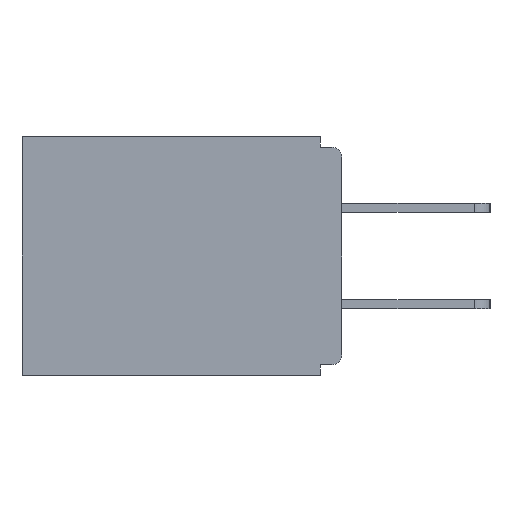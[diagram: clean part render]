
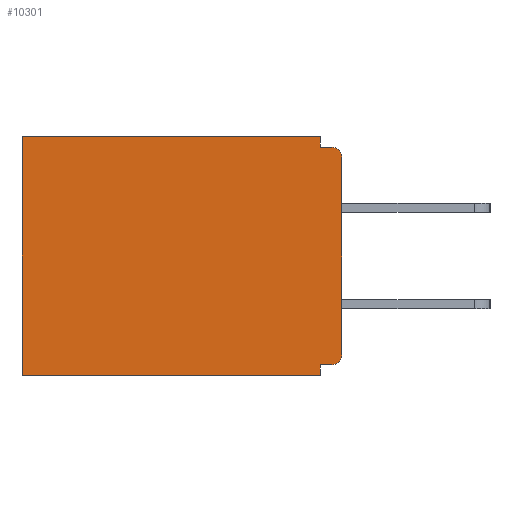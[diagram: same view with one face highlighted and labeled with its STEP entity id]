
A CAD part, left-side view. The second image highlights one B-rep face of the part: STEP entity #10301.
In plain terms, the highlighted planar face has unit normal (-1, 0, 0).
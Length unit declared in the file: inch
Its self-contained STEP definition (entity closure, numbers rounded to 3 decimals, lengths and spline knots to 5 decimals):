
#417 = DIRECTION ( 'NONE',  ( 1., 0., 0. ) ) ;
#672 = CARTESIAN_POINT ( 'NONE',  ( 0.298, 0.031, 0. ) ) ;
#955 = CIRCLE ( 'NONE', #23774, 0.015 ) ;
#1069 = VECTOR ( 'NONE', #3376, 39.37008 ) ;
#1328 = EDGE_LOOP ( 'NONE', ( #9699, #2180, #9588, #8548, #11525, #20269, #16756, #9511, #11001, #8903 ) ) ;
#1843 = CIRCLE ( 'NONE', #21132, 0.015 ) ;
#1919 = CARTESIAN_POINT ( 'NONE',  ( 0.298, 0., 0. ) ) ;
#2180 = ORIENTED_EDGE ( 'NONE', *, *, #16256, .F. ) ;
#2384 = CARTESIAN_POINT ( 'NONE',  ( 0.298, 0.031, -0.328 ) ) ;
#2475 = VECTOR ( 'NONE', #11053, 39.37008 ) ;
#2808 = DIRECTION ( 'NONE',  ( 0., 1., 0. ) ) ;
#2990 = EDGE_CURVE ( 'NONE', #11306, #8146, #5106, .T. ) ;
#2993 = DIRECTION ( 'NONE',  ( 0., 0., -1. ) ) ;
#3376 = DIRECTION ( 'NONE',  ( 0., 0., -1. ) ) ;
#3589 = CARTESIAN_POINT ( 'NONE',  ( 0.298, 0.031, -0.343 ) ) ;
#3963 = CARTESIAN_POINT ( 'NONE',  ( 0.298, 0., 0. ) ) ;
#4146 = VERTEX_POINT ( 'NONE', #11948 ) ;
#5106 = LINE ( 'NONE', #8859, #1069 ) ;
#5779 = EDGE_CURVE ( 'NONE', #9079, #4146, #13690, .T. ) ;
#6541 = CARTESIAN_POINT ( 'NONE',  ( 0.298, 0.031, -0.343 ) ) ;
#6781 = VERTEX_POINT ( 'NONE', #11565 ) ;
#6790 = EDGE_CURVE ( 'NONE', #6781, #6800, #22279, .T. ) ;
#6800 = VERTEX_POINT ( 'NONE', #2384 ) ;
#7730 = CARTESIAN_POINT ( 'NONE',  ( 0.298, 0.031, -0.343 ) ) ;
#8146 = VERTEX_POINT ( 'NONE', #20344 ) ;
#8548 = ORIENTED_EDGE ( 'NONE', *, *, #9561, .T. ) ;
#8601 = DIRECTION ( 'NONE',  ( 0., 0., -1. ) ) ;
#8614 = CARTESIAN_POINT ( 'NONE',  ( 0.298, 0.46, 0. ) ) ;
#8832 = DIRECTION ( 'NONE',  ( -1., 0., 0. ) ) ;
#8859 = CARTESIAN_POINT ( 'NONE',  ( 0.298, 0., 0. ) ) ;
#8903 = ORIENTED_EDGE ( 'NONE', *, *, #2990, .F. ) ;
#9040 = VERTEX_POINT ( 'NONE', #13051 ) ;
#9079 = VERTEX_POINT ( 'NONE', #3589 ) ;
#9345 = VECTOR ( 'NONE', #2808, 39.37008 ) ;
#9511 = ORIENTED_EDGE ( 'NONE', *, *, #6790, .F. ) ;
#9561 = EDGE_CURVE ( 'NONE', #19292, #9040, #23889, .T. ) ;
#9588 = ORIENTED_EDGE ( 'NONE', *, *, #15683, .F. ) ;
#9699 = ORIENTED_EDGE ( 'NONE', *, *, #11405, .T. ) ;
#9914 = CARTESIAN_POINT ( 'NONE',  ( 0.298, 0., -0.015 ) ) ;
#10157 = CARTESIAN_POINT ( 'NONE',  ( 0.298, 0., -0.343 ) ) ;
#10240 = LINE ( 'NONE', #7730, #14021 ) ;
#10301 = ADVANCED_FACE ( 'NONE', ( #20048 ), #18770, .F. ) ;
#10356 = CARTESIAN_POINT ( 'NONE',  ( 0.298, 0.031, -0.015 ) ) ;
#10708 = DIRECTION ( 'NONE',  ( 0., 0., -1. ) ) ;
#11001 = ORIENTED_EDGE ( 'NONE', *, *, #17175, .T. ) ;
#11053 = DIRECTION ( 'NONE',  ( 0., 1., 0. ) ) ;
#11253 = VECTOR ( 'NONE', #12008, 39.37008 ) ;
#11306 = VERTEX_POINT ( 'NONE', #17316 ) ;
#11399 = VECTOR ( 'NONE', #23001, 39.37008 ) ;
#11405 = EDGE_CURVE ( 'NONE', #11306, #15201, #1843, .T. ) ;
#11525 = ORIENTED_EDGE ( 'NONE', *, *, #20199, .T. ) ;
#11565 = CARTESIAN_POINT ( 'NONE',  ( 0.298, 0.015, -0.328 ) ) ;
#11701 = AXIS2_PLACEMENT_3D ( 'NONE', #3963, #417, #17106 ) ;
#11948 = CARTESIAN_POINT ( 'NONE',  ( 0.298, 0.46, -0.343 ) ) ;
#12008 = DIRECTION ( 'NONE',  ( 0., 0., -1. ) ) ;
#13051 = CARTESIAN_POINT ( 'NONE',  ( 0.298, 0.46, 0. ) ) ;
#13690 = LINE ( 'NONE', #10157, #9345 ) ;
#13876 = EDGE_CURVE ( 'NONE', #6800, #9079, #10240, .T. ) ;
#14021 = VECTOR ( 'NONE', #20712, 39.37008 ) ;
#14288 = DIRECTION ( 'NONE',  ( -1., 0., 0. ) ) ;
#14914 = LINE ( 'NONE', #6541, #19501 ) ;
#15201 = VERTEX_POINT ( 'NONE', #22806 ) ;
#15683 = EDGE_CURVE ( 'NONE', #19292, #22280, #14914, .T. ) ;
#16256 = EDGE_CURVE ( 'NONE', #22280, #15201, #19447, .T. ) ;
#16756 = ORIENTED_EDGE ( 'NONE', *, *, #13876, .F. ) ;
#16907 = CARTESIAN_POINT ( 'NONE',  ( 0.298, 0., -0.328 ) ) ;
#17106 = DIRECTION ( 'NONE',  ( 0., 0., -1. ) ) ;
#17175 = EDGE_CURVE ( 'NONE', #6781, #8146, #955, .T. ) ;
#17316 = CARTESIAN_POINT ( 'NONE',  ( 0.298, 0., -0.03 ) ) ;
#17909 = VECTOR ( 'NONE', #22639, 39.37008 ) ;
#18770 = PLANE ( 'NONE',  #11701 ) ;
#19292 = VERTEX_POINT ( 'NONE', #672 ) ;
#19447 = LINE ( 'NONE', #9914, #11399 ) ;
#19501 = VECTOR ( 'NONE', #2993, 39.37008 ) ;
#19632 = CARTESIAN_POINT ( 'NONE',  ( 0.298, 0.015, -0.03 ) ) ;
#20048 = FACE_OUTER_BOUND ( 'NONE', #1328, .T. ) ;
#20199 = EDGE_CURVE ( 'NONE', #9040, #4146, #20474, .T. ) ;
#20269 = ORIENTED_EDGE ( 'NONE', *, *, #5779, .F. ) ;
#20344 = CARTESIAN_POINT ( 'NONE',  ( 0.298, 0., -0.313 ) ) ;
#20474 = LINE ( 'NONE', #8614, #11253 ) ;
#20712 = DIRECTION ( 'NONE',  ( 0., 0., -1. ) ) ;
#21132 = AXIS2_PLACEMENT_3D ( 'NONE', #19632, #14288, #8601 ) ;
#22279 = LINE ( 'NONE', #16907, #17909 ) ;
#22280 = VERTEX_POINT ( 'NONE', #10356 ) ;
#22639 = DIRECTION ( 'NONE',  ( 0., 1., 0. ) ) ;
#22806 = CARTESIAN_POINT ( 'NONE',  ( 0.298, 0.015, -0.015 ) ) ;
#23001 = DIRECTION ( 'NONE',  ( 0., -1., 0. ) ) ;
#23642 = CARTESIAN_POINT ( 'NONE',  ( 0.298, 0.015, -0.313 ) ) ;
#23774 = AXIS2_PLACEMENT_3D ( 'NONE', #23642, #8832, #10708 ) ;
#23889 = LINE ( 'NONE', #1919, #2475 ) ;
